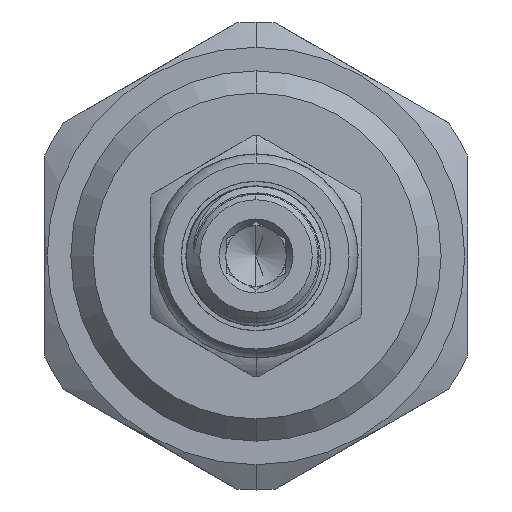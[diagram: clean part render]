
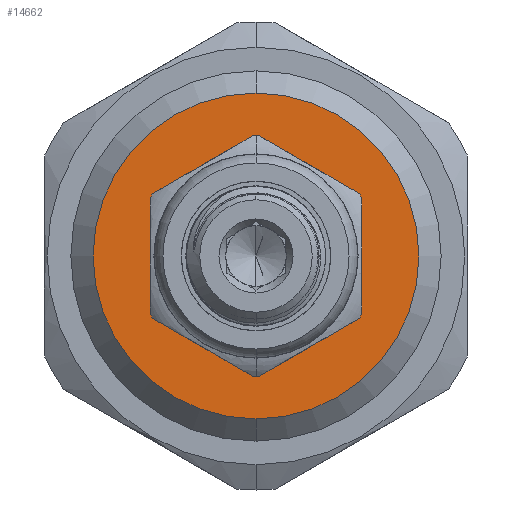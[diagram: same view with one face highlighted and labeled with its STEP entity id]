
A CAD part, left-side view. The second image highlights one B-rep face of the part: STEP entity #14662.
In plain terms, the highlighted planar face has unit normal (-1, 0, 0).
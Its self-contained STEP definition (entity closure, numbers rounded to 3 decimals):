
#628 = DIRECTION ( 'NONE',  ( 1., 0., 0. ) ) ;
#762 = ORIENTED_EDGE ( 'NONE', *, *, #15611, .F. ) ;
#1258 = FACE_BOUND ( 'NONE', #5091, .T. ) ;
#1732 = DIRECTION ( 'NONE',  ( 0., 0., 1. ) ) ;
#2138 = CARTESIAN_POINT ( 'NONE',  ( 0., 0., 6.875 ) ) ;
#2357 = CARTESIAN_POINT ( 'NONE',  ( 0., 0., 0. ) ) ;
#3061 = DIRECTION ( 'NONE',  ( 0., 0., -1. ) ) ;
#4418 = EDGE_CURVE ( 'NONE', #6792, #8907, #13803, .T. ) ;
#4535 = VERTEX_POINT ( 'NONE', #12238 ) ;
#4852 = DIRECTION ( 'NONE',  ( 0., 0., -1. ) ) ;
#5091 = EDGE_LOOP ( 'NONE', ( #11554, #6970 ) ) ;
#5199 = CARTESIAN_POINT ( 'NONE',  ( 0., 0., 11. ) ) ;
#5334 = EDGE_CURVE ( 'NONE', #9325, #4535, #13995, .T. ) ;
#6333 = ORIENTED_EDGE ( 'NONE', *, *, #5334, .F. ) ;
#6792 = VERTEX_POINT ( 'NONE', #10668 ) ;
#6794 = DIRECTION ( 'NONE',  ( -1., 0., 0. ) ) ;
#6970 = ORIENTED_EDGE ( 'NONE', *, *, #4418, .T. ) ;
#7025 = AXIS2_PLACEMENT_3D ( 'NONE', #2357, #13793, #4852 ) ;
#8021 = CARTESIAN_POINT ( 'NONE',  ( 0., 0., 0. ) ) ;
#8089 = CARTESIAN_POINT ( 'NONE',  ( 0., 0., 0. ) ) ;
#8224 = CARTESIAN_POINT ( 'NONE',  ( 0., 0., 0. ) ) ;
#8584 = CIRCLE ( 'NONE', #7025, 11. ) ;
#8599 = FACE_OUTER_BOUND ( 'NONE', #9075, .T. ) ;
#8907 = VERTEX_POINT ( 'NONE', #2138 ) ;
#8974 = AXIS2_PLACEMENT_3D ( 'NONE', #15726, #10743, #12070 ) ;
#9075 = EDGE_LOOP ( 'NONE', ( #762, #6333 ) ) ;
#9325 = VERTEX_POINT ( 'NONE', #5199 ) ;
#9495 = DIRECTION ( 'NONE',  ( 0., 0., -1. ) ) ;
#10668 = CARTESIAN_POINT ( 'NONE',  ( 0., 0., -6.875 ) ) ;
#10743 = DIRECTION ( 'NONE',  ( 1., 0., 0. ) ) ;
#11554 = ORIENTED_EDGE ( 'NONE', *, *, #12919, .T. ) ;
#12070 = DIRECTION ( 'NONE',  ( 0., 0., -1. ) ) ;
#12238 = CARTESIAN_POINT ( 'NONE',  ( 0., 0., -11. ) ) ;
#12919 = EDGE_CURVE ( 'NONE', #8907, #6792, #15201, .T. ) ;
#12993 = AXIS2_PLACEMENT_3D ( 'NONE', #8021, #6794, #1732 ) ;
#13102 = DIRECTION ( 'NONE',  ( 1., 0., 0. ) ) ;
#13441 = AXIS2_PLACEMENT_3D ( 'NONE', #8089, #13102, #3061 ) ;
#13793 = DIRECTION ( 'NONE',  ( 1., 0., 0. ) ) ;
#13803 = CIRCLE ( 'NONE', #16451, 6.875 ) ;
#13995 = CIRCLE ( 'NONE', #13441, 11. ) ;
#14453 = PLANE ( 'NONE',  #12993 ) ;
#14662 = ADVANCED_FACE ( 'NONE', ( #1258, #8599 ), #14453, .T. ) ;
#15201 = CIRCLE ( 'NONE', #8974, 6.875 ) ;
#15611 = EDGE_CURVE ( 'NONE', #4535, #9325, #8584, .T. ) ;
#15726 = CARTESIAN_POINT ( 'NONE',  ( 0., 0., 0. ) ) ;
#16451 = AXIS2_PLACEMENT_3D ( 'NONE', #8224, #628, #9495 ) ;
